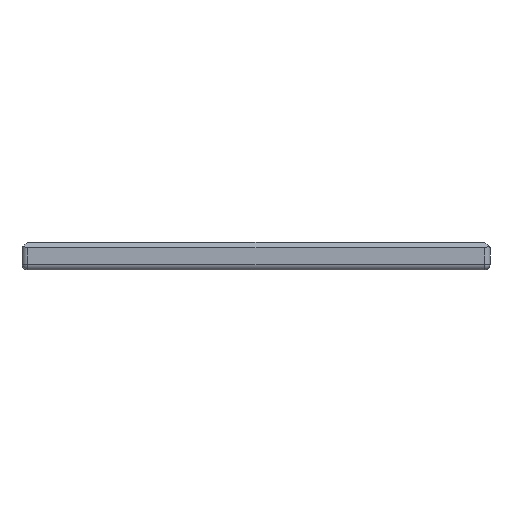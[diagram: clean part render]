
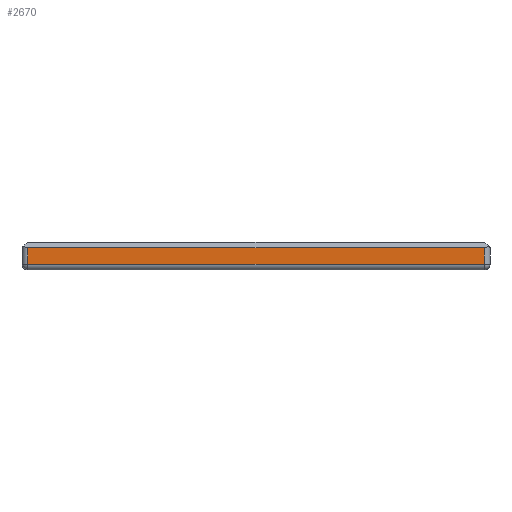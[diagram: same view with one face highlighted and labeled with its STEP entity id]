
A CAD part, left-side view. The second image highlights one B-rep face of the part: STEP entity #2670.
In plain terms, the highlighted planar face has unit normal (-1, 0, 0).
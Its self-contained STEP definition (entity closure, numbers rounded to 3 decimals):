
#377=FACE_OUTER_BOUND('',#577,.T.);
#577=EDGE_LOOP('',(#2013,#2014,#2015,#2016));
#779=LINE('',#3886,#1008);
#787=LINE('',#3915,#1016);
#789=LINE('',#3920,#1018);
#839=LINE('',#4153,#1068);
#1008=VECTOR('',#3098,10.);
#1016=VECTOR('',#3126,10.);
#1018=VECTOR('',#3132,10.);
#1068=VECTOR('',#3326,10.);
#1239=VERTEX_POINT('',#3883);
#1240=VERTEX_POINT('',#3885);
#1250=VERTEX_POINT('',#3912);
#1251=VERTEX_POINT('',#3914);
#1486=EDGE_CURVE('',#1239,#1240,#779,.T.);
#1500=EDGE_CURVE('',#1250,#1251,#787,.T.);
#1503=EDGE_CURVE('',#1240,#1250,#789,.T.);
#1620=EDGE_CURVE('',#1251,#1239,#839,.T.);
#2013=ORIENTED_EDGE('',*,*,#1486,.F.);
#2014=ORIENTED_EDGE('',*,*,#1620,.F.);
#2015=ORIENTED_EDGE('',*,*,#1500,.F.);
#2016=ORIENTED_EDGE('',*,*,#1503,.F.);
#2608=PLANE('',#2892);
#2670=ADVANCED_FACE('',(#377),#2608,.T.);
#2892=AXIS2_PLACEMENT_3D('',#4152,#3324,#3325);
#3098=DIRECTION('',(0.,0.,1.));
#3126=DIRECTION('',(0.,0.,-1.));
#3132=DIRECTION('',(0.,-1.,0.));
#3324=DIRECTION('center_axis',(-1.,0.,0.));
#3325=DIRECTION('ref_axis',(0.,1.,0.));
#3326=DIRECTION('',(0.,1.,0.));
#3883=CARTESIAN_POINT('',(-207.,61.,-12.7));
#3885=CARTESIAN_POINT('',(-207.,61.,-9.7));
#3886=CARTESIAN_POINT('',(-207.,61.,-11.2));
#3912=CARTESIAN_POINT('',(-207.,-21.,-9.7));
#3914=CARTESIAN_POINT('',(-207.,-21.,-12.7));
#3915=CARTESIAN_POINT('',(-207.,-21.,-11.2));
#3920=CARTESIAN_POINT('',(-207.,-10.003,-9.7));
#4152=CARTESIAN_POINT('Origin',(-207.,-40.003,-8.7));
#4153=CARTESIAN_POINT('',(-207.,-10.003,-12.7));
